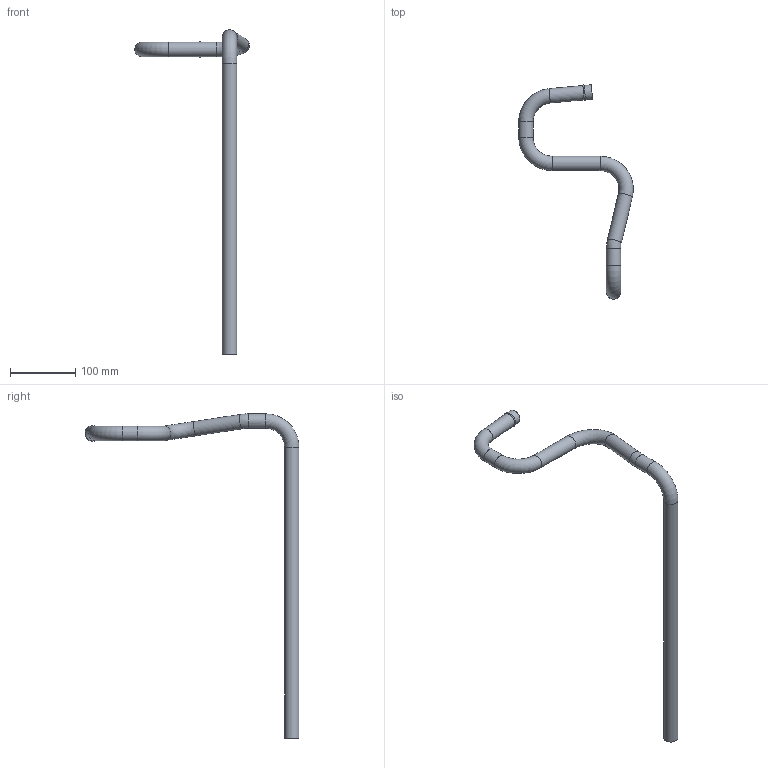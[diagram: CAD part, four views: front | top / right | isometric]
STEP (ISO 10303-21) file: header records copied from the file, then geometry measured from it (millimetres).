
FILE_DESCRIPTION(/* description */ (''),/* implementation_level */ '2;1');
FILE_NAME(/* name */ 'DSN1053668.stp',/* time_stamp */ '2021-06-22T14:55:51+02:00',/* author */ ('KristianA'),/* organization */ (''),/* preprocessor_version */ 'ST-DEVELOPER v18',/* originating_system */ 'Autodesk Inventor 2020',/* authorisation */ '');
FILE_SCHEMA (('AUTOMOTIVE_DESIGN { 1 0 10303 214 3 1 1 }'));
Length unit declared in the file: millimetre
Products named in the file (1): DSN1053668
Bounding box: 175.2 x 327.24 x 496 mm (x, y, z)
Volume: 64372.5 mm3; surface area: 128743 mm2
Topology: 1 solids, 1 shells, 26 faces, 72 edges, 48 vertices
Faces by surface type: cylinder 13, torus 11, plane 2
Full cylindrical faces by diameter (mm): 20 x6, 22 x7
Entity records: 920 total; most frequent: DIRECTION 185, CARTESIAN_POINT 147, ORIENTED_EDGE 144, AXIS2_PLACEMENT_3D 86, EDGE_CURVE 72, CIRCLE 59, VERTEX_POINT 48, EDGE_LOOP 28
